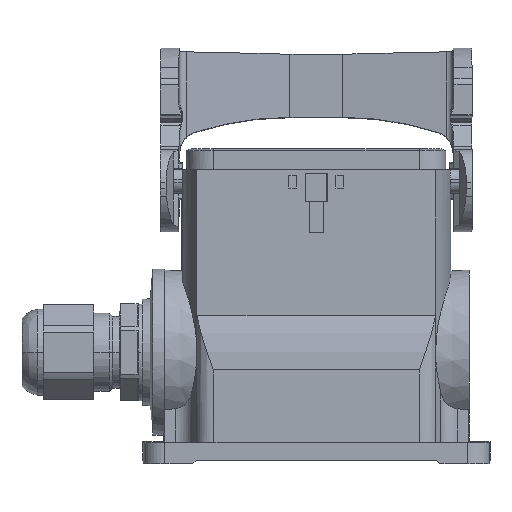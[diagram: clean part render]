
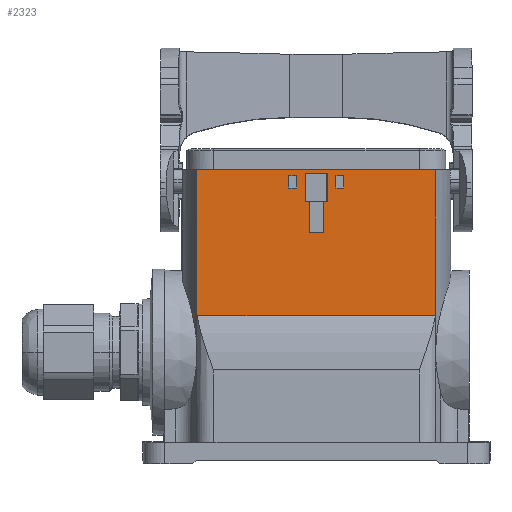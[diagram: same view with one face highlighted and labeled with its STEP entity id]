
A CAD part, front view. The second image highlights one B-rep face of the part: STEP entity #2323.
In plain terms, the highlighted planar face has unit normal (0, -1, 0).
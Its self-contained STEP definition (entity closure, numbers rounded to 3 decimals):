
#2323=ADVANCED_FACE('',(#3352,#3353,#3354,#3355),#2962,.T.);
#2962=PLANE('',#14569);
#3352=FACE_BOUND('',#3534,.T.);
#3353=FACE_BOUND('',#3535,.T.);
#3354=FACE_BOUND('',#3536,.T.);
#3355=FACE_BOUND('',#3537,.T.);
#3534=EDGE_LOOP('',(#4433,#4434,#4435,#4436));
#3535=EDGE_LOOP('',(#4437,#4438,#4439,#4440));
#3536=EDGE_LOOP('',(#4441,#4442,#4443,#4444,#4445,#4446,#4447,#4448));
#3537=EDGE_LOOP('',(#4449,#4450,#4451,#4452));
#4433=ORIENTED_EDGE('',*,*,#8955,.F.);
#4434=ORIENTED_EDGE('',*,*,#8956,.F.);
#4435=ORIENTED_EDGE('',*,*,#8957,.F.);
#4436=ORIENTED_EDGE('',*,*,#8958,.F.);
#4437=ORIENTED_EDGE('',*,*,#8959,.F.);
#4438=ORIENTED_EDGE('',*,*,#8960,.T.);
#4439=ORIENTED_EDGE('',*,*,#8961,.T.);
#4440=ORIENTED_EDGE('',*,*,#8962,.T.);
#4441=ORIENTED_EDGE('',*,*,#8963,.T.);
#4442=ORIENTED_EDGE('',*,*,#8964,.T.);
#4443=ORIENTED_EDGE('',*,*,#8965,.T.);
#4444=ORIENTED_EDGE('',*,*,#8966,.T.);
#4445=ORIENTED_EDGE('',*,*,#8967,.T.);
#4446=ORIENTED_EDGE('',*,*,#8968,.T.);
#4447=ORIENTED_EDGE('',*,*,#8969,.T.);
#4448=ORIENTED_EDGE('',*,*,#8970,.T.);
#4449=ORIENTED_EDGE('',*,*,#8971,.F.);
#4450=ORIENTED_EDGE('',*,*,#8972,.F.);
#4451=ORIENTED_EDGE('',*,*,#8973,.F.);
#4452=ORIENTED_EDGE('',*,*,#8974,.F.);
#7804=VERTEX_POINT('',#19943);
#7805=VERTEX_POINT('',#19944);
#7806=VERTEX_POINT('',#19946);
#7807=VERTEX_POINT('',#19948);
#7808=VERTEX_POINT('',#19951);
#7809=VERTEX_POINT('',#19952);
#7810=VERTEX_POINT('',#19954);
#7811=VERTEX_POINT('',#19956);
#7812=VERTEX_POINT('',#19959);
#7813=VERTEX_POINT('',#19960);
#7814=VERTEX_POINT('',#19962);
#7815=VERTEX_POINT('',#19964);
#7816=VERTEX_POINT('',#19966);
#7817=VERTEX_POINT('',#19968);
#7818=VERTEX_POINT('',#19970);
#7819=VERTEX_POINT('',#19972);
#7820=VERTEX_POINT('',#19975);
#7821=VERTEX_POINT('',#19976);
#7822=VERTEX_POINT('',#19978);
#7823=VERTEX_POINT('',#19980);
#8955=EDGE_CURVE('',#7804,#7805,#11696,.T.);
#8956=EDGE_CURVE('',#7806,#7804,#11697,.T.);
#8957=EDGE_CURVE('',#7807,#7806,#11698,.T.);
#8958=EDGE_CURVE('',#7805,#7807,#11699,.T.);
#8959=EDGE_CURVE('',#7808,#7809,#11700,.T.);
#8960=EDGE_CURVE('',#7808,#7810,#11701,.T.);
#8961=EDGE_CURVE('',#7810,#7811,#11702,.T.);
#8962=EDGE_CURVE('',#7811,#7809,#11703,.T.);
#8963=EDGE_CURVE('',#7812,#7813,#11704,.T.);
#8964=EDGE_CURVE('',#7813,#7814,#11705,.T.);
#8965=EDGE_CURVE('',#7814,#7815,#11706,.T.);
#8966=EDGE_CURVE('',#7815,#7816,#11707,.T.);
#8967=EDGE_CURVE('',#7816,#7817,#11708,.T.);
#8968=EDGE_CURVE('',#7817,#7818,#11709,.T.);
#8969=EDGE_CURVE('',#7818,#7819,#11710,.T.);
#8970=EDGE_CURVE('',#7819,#7812,#11711,.T.);
#8971=EDGE_CURVE('',#7820,#7821,#11712,.T.);
#8972=EDGE_CURVE('',#7822,#7820,#11713,.T.);
#8973=EDGE_CURVE('',#7823,#7822,#11714,.T.);
#8974=EDGE_CURVE('',#7821,#7823,#11715,.T.);
#11696=LINE('',#19942,#12951);
#11697=LINE('',#19945,#12952);
#11698=LINE('',#19947,#12953);
#11699=LINE('',#19949,#12954);
#11700=LINE('',#19950,#12955);
#11701=LINE('',#19953,#12956);
#11702=LINE('',#19955,#12957);
#11703=LINE('',#19957,#12958);
#11704=LINE('',#19958,#12959);
#11705=LINE('',#19961,#12960);
#11706=LINE('',#19963,#12961);
#11707=LINE('',#19965,#12962);
#11708=LINE('',#19967,#12963);
#11709=LINE('',#19969,#12964);
#11710=LINE('',#19971,#12965);
#11711=LINE('',#19973,#12966);
#11712=LINE('',#19974,#12967);
#11713=LINE('',#19977,#12968);
#11714=LINE('',#19979,#12969);
#11715=LINE('',#19981,#12970);
#12951=VECTOR('',#16042,1.);
#12952=VECTOR('',#16043,1.);
#12953=VECTOR('',#16044,1.);
#12954=VECTOR('',#16045,1.);
#12955=VECTOR('',#16046,1.);
#12956=VECTOR('',#16047,1.);
#12957=VECTOR('',#16048,1.);
#12958=VECTOR('',#16049,1.);
#12959=VECTOR('',#16050,1.);
#12960=VECTOR('',#16051,1.);
#12961=VECTOR('',#16052,1.);
#12962=VECTOR('',#16053,1.);
#12963=VECTOR('',#16054,1.);
#12964=VECTOR('',#16055,1.);
#12965=VECTOR('',#16056,1.);
#12966=VECTOR('',#16057,1.);
#12967=VECTOR('',#16058,1.);
#12968=VECTOR('',#16059,1.);
#12969=VECTOR('',#16060,1.);
#12970=VECTOR('',#16061,1.);
#14569=AXIS2_PLACEMENT_3D('',#19982,#16062,#16063);
#16042=DIRECTION('',(0.,0.,1.));
#16043=DIRECTION('',(1.,0.,0.));
#16044=DIRECTION('',(0.,0.,-1.));
#16045=DIRECTION('',(-1.,0.,0.));
#16046=DIRECTION('',(-1.,0.,0.));
#16047=DIRECTION('',(0.,0.,1.));
#16048=DIRECTION('',(-1.,0.,0.));
#16049=DIRECTION('',(0.,0.,-1.));
#16050=DIRECTION('',(0.017,0.,-1.));
#16051=DIRECTION('',(-1.,0.,0.));
#16052=DIRECTION('',(0.,0.,-1.));
#16053=DIRECTION('',(-1.,0.,0.));
#16054=DIRECTION('',(0.,0.,1.));
#16055=DIRECTION('',(-1.,0.,0.));
#16056=DIRECTION('',(0.017,0.,1.));
#16057=DIRECTION('',(1.,0.,0.));
#16058=DIRECTION('',(1.,0.,0.));
#16059=DIRECTION('',(0.,0.,-1.));
#16060=DIRECTION('',(-1.,0.,0.));
#16061=DIRECTION('',(0.,0.,1.));
#16062=DIRECTION('',(0.,-1.,0.));
#16063=DIRECTION('',(-1.,0.,0.));
#19942=CARTESIAN_POINT('',(-5.5,-22.5,5.7));
#19943=CARTESIAN_POINT('',(-5.5,-22.5,0.6));
#19944=CARTESIAN_POINT('',(-5.5,-22.5,4.));
#19945=CARTESIAN_POINT('',(-7.7,-22.5,0.6));
#19946=CARTESIAN_POINT('',(-7.7,-22.5,0.6));
#19947=CARTESIAN_POINT('',(-7.7,-22.5,4.));
#19948=CARTESIAN_POINT('',(-7.7,-22.5,4.));
#19949=CARTESIAN_POINT('',(-5.5,-22.5,4.));
#19950=CARTESIAN_POINT('',(33.35,-22.5,-35.001));
#19951=CARTESIAN_POINT('',(33.35,-22.5,-35.001));
#19952=CARTESIAN_POINT('',(-33.35,-22.5,-35.001));
#19953=CARTESIAN_POINT('',(33.35,-22.5,5.7));
#19954=CARTESIAN_POINT('',(33.35,-22.5,5.7));
#19955=CARTESIAN_POINT('',(0.,-22.5,5.7));
#19956=CARTESIAN_POINT('',(-33.35,-22.5,5.7));
#19957=CARTESIAN_POINT('',(-33.35,-22.5,5.7));
#19958=CARTESIAN_POINT('',(2.047,-22.5,-5.964));
#19959=CARTESIAN_POINT('',(1.86,-22.5,4.75));
#19960=CARTESIAN_POINT('',(2.001,-22.5,-3.285));
#19961=CARTESIAN_POINT('',(0.,-22.5,-3.285));
#19962=CARTESIAN_POINT('',(2.,-22.5,-3.285));
#19963=CARTESIAN_POINT('',(2.,-22.5,-6.));
#19964=CARTESIAN_POINT('',(2.,-22.5,-11.95));
#19965=CARTESIAN_POINT('',(0.,-22.5,-11.95));
#19966=CARTESIAN_POINT('',(-2.,-22.5,-11.95));
#19967=CARTESIAN_POINT('',(-2.,-22.5,-6.));
#19968=CARTESIAN_POINT('',(-2.,-22.5,-3.285));
#19969=CARTESIAN_POINT('',(0.,-22.5,-3.285));
#19970=CARTESIAN_POINT('',(-2.001,-22.5,-3.285));
#19971=CARTESIAN_POINT('',(-2.047,-22.5,-5.964));
#19972=CARTESIAN_POINT('',(-1.86,-22.5,4.75));
#19973=CARTESIAN_POINT('',(-2.,-22.5,4.75));
#19974=CARTESIAN_POINT('',(5.5,-22.5,0.6));
#19975=CARTESIAN_POINT('',(5.5,-22.5,0.6));
#19976=CARTESIAN_POINT('',(7.7,-22.5,0.6));
#19977=CARTESIAN_POINT('',(5.5,-22.5,4.));
#19978=CARTESIAN_POINT('',(5.5,-22.5,4.));
#19979=CARTESIAN_POINT('',(7.7,-22.5,4.));
#19980=CARTESIAN_POINT('',(7.7,-22.5,4.));
#19981=CARTESIAN_POINT('',(7.7,-22.5,0.6));
#19982=CARTESIAN_POINT('',(0.,-22.5,5.7));
